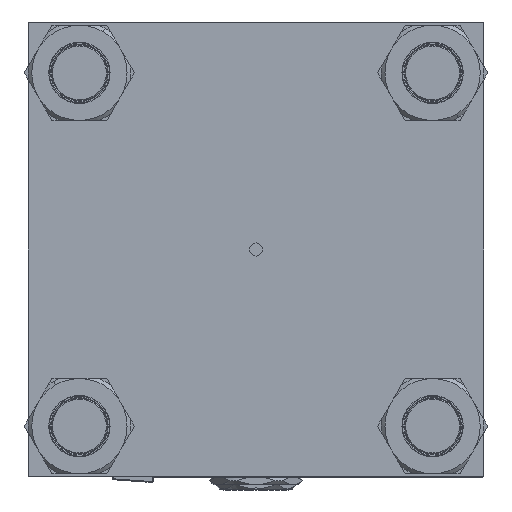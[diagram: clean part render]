
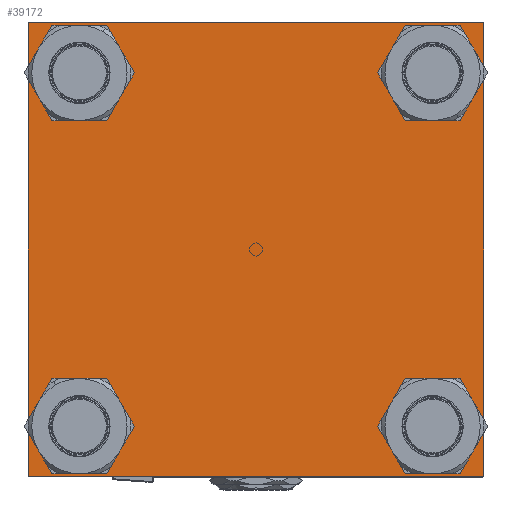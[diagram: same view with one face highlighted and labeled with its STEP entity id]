
A CAD part, left-side view. The second image highlights one B-rep face of the part: STEP entity #39172.
In plain terms, the highlighted planar face has unit normal (-1, 0, 0).
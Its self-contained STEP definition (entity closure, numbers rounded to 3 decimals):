
#1597 = EDGE_CURVE ( 'NONE', #7607, #9646, #39425, .T. ) ;
#1844 = VERTEX_POINT ( 'NONE', #8982 ) ;
#2177 = EDGE_CURVE ( 'NONE', #47993, #30988, #42969, .T. ) ;
#2237 = CIRCLE ( 'NONE', #15443, 15.5 ) ;
#2977 = EDGE_CURVE ( 'NONE', #53436, #49732, #10816, .T. ) ;
#4143 = ORIENTED_EDGE ( 'NONE', *, *, #14948, .T. ) ;
#4697 = AXIS2_PLACEMENT_3D ( 'NONE', #50786, #34209, #33940 ) ;
#4825 = DIRECTION ( 'NONE',  ( 1., 0., 0. ) ) ;
#4906 = FACE_BOUND ( 'NONE', #35425, .T. ) ;
#5346 = EDGE_CURVE ( 'NONE', #53436, #15975, #48488, .T. ) ;
#5770 = CARTESIAN_POINT ( 'NONE',  ( 0., -95.1, 79.6 ) ) ;
#5851 = ORIENTED_EDGE ( 'NONE', *, *, #36641, .T. ) ;
#5855 = CARTESIAN_POINT ( 'NONE',  ( 0., 95.1, -95.1 ) ) ;
#6174 = CIRCLE ( 'NONE', #44109, 15.5 ) ;
#6404 = ORIENTED_EDGE ( 'NONE', *, *, #1597, .T. ) ;
#6796 = DIRECTION ( 'NONE',  ( 1., 0., 0. ) ) ;
#7009 = VERTEX_POINT ( 'NONE', #20203 ) ;
#7607 = VERTEX_POINT ( 'NONE', #44676 ) ;
#7736 = CARTESIAN_POINT ( 'NONE',  ( 0., -122.5, -122. ) ) ;
#8705 = CARTESIAN_POINT ( 'NONE',  ( 0., -122.5, 122. ) ) ;
#8982 = CARTESIAN_POINT ( 'NONE',  ( 0., -95.1, -79.6 ) ) ;
#9217 = EDGE_CURVE ( 'NONE', #42211, #1844, #9650, .T. ) ;
#9646 = VERTEX_POINT ( 'NONE', #46412 ) ;
#9650 = CIRCLE ( 'NONE', #44091, 15.5 ) ;
#9695 = EDGE_CURVE ( 'NONE', #20030, #48623, #15849, .T. ) ;
#9741 = DIRECTION ( 'NONE',  ( 0., 0., 1. ) ) ;
#9842 = CIRCLE ( 'NONE', #14261, 15.5 ) ;
#10226 = CARTESIAN_POINT ( 'NONE',  ( 0., -95.1, 110.6 ) ) ;
#10463 = CARTESIAN_POINT ( 'NONE',  ( 0., 95.1, -110.6 ) ) ;
#10543 = DIRECTION ( 'NONE',  ( 0., 0.707, 0.707 ) ) ;
#10553 = ORIENTED_EDGE ( 'NONE', *, *, #50084, .T. ) ;
#10816 = LINE ( 'NONE', #44513, #26235 ) ;
#11864 = CARTESIAN_POINT ( 'NONE',  ( 0., 95.1, 95.1 ) ) ;
#12060 = CARTESIAN_POINT ( 'NONE',  ( 0., 122.5, 122.5 ) ) ;
#12113 = AXIS2_PLACEMENT_3D ( 'NONE', #5855, #47595, #9741 ) ;
#12669 = AXIS2_PLACEMENT_3D ( 'NONE', #39809, #43947, #14384 ) ;
#13032 = VECTOR ( 'NONE', #15047, 1000. ) ;
#13168 = VERTEX_POINT ( 'NONE', #29007 ) ;
#13506 = DIRECTION ( 'NONE',  ( 0., 0., 1. ) ) ;
#13918 = DIRECTION ( 'NONE',  ( 0., -0.707, 0.707 ) ) ;
#14261 = AXIS2_PLACEMENT_3D ( 'NONE', #11864, #27881, #23742 ) ;
#14384 = DIRECTION ( 'NONE',  ( 0., 0., 1. ) ) ;
#14948 = EDGE_CURVE ( 'NONE', #37360, #37393, #9842, .T. ) ;
#15047 = DIRECTION ( 'NONE',  ( 0., 0., -1. ) ) ;
#15216 = CARTESIAN_POINT ( 'NONE',  ( 0., 122.25, -122.25 ) ) ;
#15416 = VERTEX_POINT ( 'NONE', #27692 ) ;
#15443 = AXIS2_PLACEMENT_3D ( 'NONE', #31776, #19054, #54075 ) ;
#15585 = CARTESIAN_POINT ( 'NONE',  ( 0., -122.5, 122.5 ) ) ;
#15849 = CIRCLE ( 'NONE', #52890, 15.5 ) ;
#15856 = EDGE_CURVE ( 'NONE', #37393, #37360, #50617, .T. ) ;
#15875 = VECTOR ( 'NONE', #16796, 1000. ) ;
#15975 = VERTEX_POINT ( 'NONE', #7736 ) ;
#16437 = CIRCLE ( 'NONE', #34929, 15.5 ) ;
#16544 = FACE_BOUND ( 'NONE', #36676, .T. ) ;
#16715 = EDGE_CURVE ( 'NONE', #7009, #13168, #48920, .T. ) ;
#16796 = DIRECTION ( 'NONE',  ( 0., -1., 0. ) ) ;
#17450 = ORIENTED_EDGE ( 'NONE', *, *, #32004, .F. ) ;
#18071 = CARTESIAN_POINT ( 'NONE',  ( 0., -95.1, -95.1 ) ) ;
#18144 = DIRECTION ( 'NONE',  ( 0., 0.707, -0.707 ) ) ;
#18280 = EDGE_CURVE ( 'NONE', #48623, #20030, #2237, .T. ) ;
#18299 = EDGE_CURVE ( 'NONE', #9646, #7009, #49919, .T. ) ;
#18513 = DIRECTION ( 'NONE',  ( 0., 0., -1. ) ) ;
#18810 = DIRECTION ( 'NONE',  ( 0., -0.707, -0.707 ) ) ;
#18829 = ORIENTED_EDGE ( 'NONE', *, *, #9217, .T. ) ;
#19054 = DIRECTION ( 'NONE',  ( 1., 0., 0. ) ) ;
#20030 = VERTEX_POINT ( 'NONE', #10226 ) ;
#20074 = EDGE_CURVE ( 'NONE', #30988, #47993, #16437, .T. ) ;
#20203 = CARTESIAN_POINT ( 'NONE',  ( 0., 122.5, -122. ) ) ;
#21946 = DIRECTION ( 'NONE',  ( 0., 0., 1. ) ) ;
#22084 = ORIENTED_EDGE ( 'NONE', *, *, #5346, .F. ) ;
#23742 = DIRECTION ( 'NONE',  ( 0., 0., 1. ) ) ;
#23831 = DIRECTION ( 'NONE',  ( 1., 0., 0. ) ) ;
#24476 = VECTOR ( 'NONE', #18144, 1000. ) ;
#24772 = EDGE_LOOP ( 'NONE', ( #51603, #43353, #10553, #5851, #22084, #49227, #17450, #6404 ) ) ;
#25259 = CARTESIAN_POINT ( 'NONE',  ( 0., 95.1, -79.6 ) ) ;
#25526 = EDGE_LOOP ( 'NONE', ( #27732, #38746 ) ) ;
#26235 = VECTOR ( 'NONE', #10543, 1000. ) ;
#26998 = VECTOR ( 'NONE', #47381, 1000. ) ;
#27368 = ORIENTED_EDGE ( 'NONE', *, *, #20074, .T. ) ;
#27692 = CARTESIAN_POINT ( 'NONE',  ( 0., -122., -122.5 ) ) ;
#27732 = ORIENTED_EDGE ( 'NONE', *, *, #9695, .T. ) ;
#27769 = CARTESIAN_POINT ( 'NONE',  ( 0., -95.1, 95.1 ) ) ;
#27881 = DIRECTION ( 'NONE',  ( 1., 0., 0. ) ) ;
#29007 = CARTESIAN_POINT ( 'NONE',  ( 0., 122., -122.5 ) ) ;
#29264 = CARTESIAN_POINT ( 'NONE',  ( 0., 95.1, -95.1 ) ) ;
#29622 = EDGE_LOOP ( 'NONE', ( #35969, #27368 ) ) ;
#30516 = LINE ( 'NONE', #43232, #26998 ) ;
#30988 = VERTEX_POINT ( 'NONE', #10463 ) ;
#31776 = CARTESIAN_POINT ( 'NONE',  ( 0., -95.1, 95.1 ) ) ;
#32004 = EDGE_CURVE ( 'NONE', #7607, #49732, #32840, .T. ) ;
#32132 = CARTESIAN_POINT ( 'NONE',  ( 0., -95.1, -95.1 ) ) ;
#32447 = EDGE_CURVE ( 'NONE', #1844, #42211, #6174, .T. ) ;
#32840 = LINE ( 'NONE', #50768, #15875 ) ;
#33379 = CARTESIAN_POINT ( 'NONE',  ( 0., 95.1, 110.6 ) ) ;
#33549 = VECTOR ( 'NONE', #18810, 1000. ) ;
#33940 = DIRECTION ( 'NONE',  ( 0., 0., 1. ) ) ;
#34209 = DIRECTION ( 'NONE',  ( -1., 0., 0. ) ) ;
#34929 = AXIS2_PLACEMENT_3D ( 'NONE', #29264, #36744, #37295 ) ;
#35425 = EDGE_LOOP ( 'NONE', ( #39667, #4143 ) ) ;
#35572 = CARTESIAN_POINT ( 'NONE',  ( 0., 122.25, 122.25 ) ) ;
#35969 = ORIENTED_EDGE ( 'NONE', *, *, #2177, .T. ) ;
#36641 = EDGE_CURVE ( 'NONE', #15416, #15975, #48461, .T. ) ;
#36676 = EDGE_LOOP ( 'NONE', ( #37870, #18829 ) ) ;
#36744 = DIRECTION ( 'NONE',  ( 1., 0., 0. ) ) ;
#37295 = DIRECTION ( 'NONE',  ( 0., 0., 1. ) ) ;
#37360 = VERTEX_POINT ( 'NONE', #48606 ) ;
#37393 = VERTEX_POINT ( 'NONE', #33379 ) ;
#37818 = PLANE ( 'NONE',  #4697 ) ;
#37870 = ORIENTED_EDGE ( 'NONE', *, *, #32447, .T. ) ;
#38615 = FACE_BOUND ( 'NONE', #25526, .T. ) ;
#38746 = ORIENTED_EDGE ( 'NONE', *, *, #18280, .T. ) ;
#39172 = ADVANCED_FACE ( 'NONE', ( #38615, #16544, #42750, #4906, #46641 ), #37818, .T. ) ;
#39425 = LINE ( 'NONE', #35572, #24476 ) ;
#39667 = ORIENTED_EDGE ( 'NONE', *, *, #15856, .T. ) ;
#39809 = CARTESIAN_POINT ( 'NONE',  ( 0., 95.1, 95.1 ) ) ;
#40171 = VECTOR ( 'NONE', #18513, 1000. ) ;
#40706 = DIRECTION ( 'NONE',  ( 0., 0., 1. ) ) ;
#41690 = CARTESIAN_POINT ( 'NONE',  ( 0., -122., 122.5 ) ) ;
#42211 = VERTEX_POINT ( 'NONE', #54608 ) ;
#42750 = FACE_BOUND ( 'NONE', #29622, .T. ) ;
#42969 = CIRCLE ( 'NONE', #12113, 15.5 ) ;
#43232 = CARTESIAN_POINT ( 'NONE',  ( 0., 122.5, -122.5 ) ) ;
#43353 = ORIENTED_EDGE ( 'NONE', *, *, #16715, .T. ) ;
#43947 = DIRECTION ( 'NONE',  ( 1., 0., 0. ) ) ;
#44091 = AXIS2_PLACEMENT_3D ( 'NONE', #32132, #23831, #40706 ) ;
#44109 = AXIS2_PLACEMENT_3D ( 'NONE', #18071, #4825, #21946 ) ;
#44513 = CARTESIAN_POINT ( 'NONE',  ( 0., -122.25, 122.25 ) ) ;
#44676 = CARTESIAN_POINT ( 'NONE',  ( 0., 122., 122.5 ) ) ;
#45212 = VECTOR ( 'NONE', #13918, 1000. ) ;
#46412 = CARTESIAN_POINT ( 'NONE',  ( 0., 122.5, 122. ) ) ;
#46641 = FACE_OUTER_BOUND ( 'NONE', #24772, .T. ) ;
#47381 = DIRECTION ( 'NONE',  ( 0., -1., 0. ) ) ;
#47595 = DIRECTION ( 'NONE',  ( 1., 0., 0. ) ) ;
#47641 = CARTESIAN_POINT ( 'NONE',  ( 0., -122.25, -122.25 ) ) ;
#47993 = VERTEX_POINT ( 'NONE', #25259 ) ;
#48461 = LINE ( 'NONE', #47641, #45212 ) ;
#48488 = LINE ( 'NONE', #15585, #13032 ) ;
#48606 = CARTESIAN_POINT ( 'NONE',  ( 0., 95.1, 79.6 ) ) ;
#48623 = VERTEX_POINT ( 'NONE', #5770 ) ;
#48920 = LINE ( 'NONE', #15216, #33549 ) ;
#49227 = ORIENTED_EDGE ( 'NONE', *, *, #2977, .T. ) ;
#49732 = VERTEX_POINT ( 'NONE', #41690 ) ;
#49919 = LINE ( 'NONE', #12060, #40171 ) ;
#50084 = EDGE_CURVE ( 'NONE', #13168, #15416, #30516, .T. ) ;
#50617 = CIRCLE ( 'NONE', #12669, 15.5 ) ;
#50768 = CARTESIAN_POINT ( 'NONE',  ( 0., 122.5, 122.5 ) ) ;
#50786 = CARTESIAN_POINT ( 'NONE',  ( 0., 0., 0. ) ) ;
#51603 = ORIENTED_EDGE ( 'NONE', *, *, #18299, .T. ) ;
#52890 = AXIS2_PLACEMENT_3D ( 'NONE', #27769, #6796, #13506 ) ;
#53436 = VERTEX_POINT ( 'NONE', #8705 ) ;
#54075 = DIRECTION ( 'NONE',  ( 0., 0., 1. ) ) ;
#54608 = CARTESIAN_POINT ( 'NONE',  ( 0., -95.1, -110.6 ) ) ;
